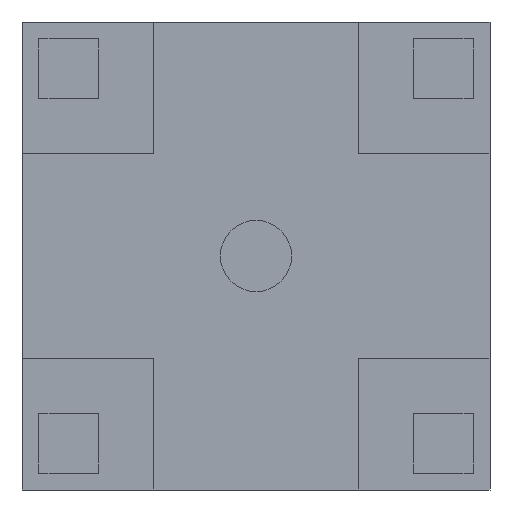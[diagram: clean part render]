
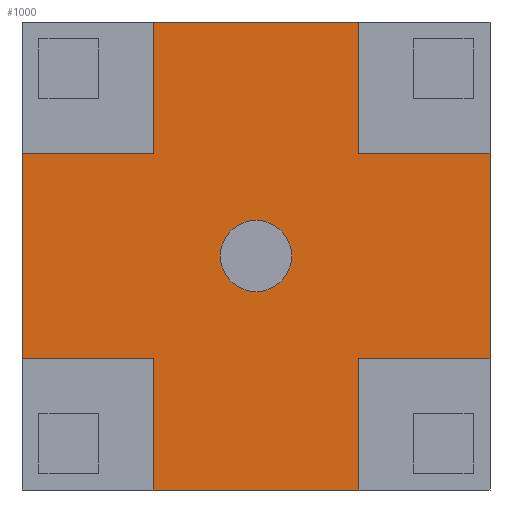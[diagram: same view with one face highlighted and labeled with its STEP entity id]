
A CAD part, left-side view. The second image highlights one B-rep face of the part: STEP entity #1000.
In plain terms, the highlighted planar face has unit normal (-1, 0, 0).
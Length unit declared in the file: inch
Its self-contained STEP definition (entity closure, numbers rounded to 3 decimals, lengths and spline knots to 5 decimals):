
#1=DIRECTION('',(0.,0.,-1.));
#2=VECTOR('',#1,0.07);
#3=CARTESIAN_POINT('',(0.,-0.055,0.125));
#4=LINE('',#3,#2);
#5=DIRECTION('',(0.,-1.,0.));
#6=VECTOR('',#5,0.07);
#7=CARTESIAN_POINT('',(0.,-0.055,0.055));
#8=LINE('',#7,#6);
#9=DIRECTION('',(0.,0.,-1.));
#10=VECTOR('',#9,0.11);
#11=CARTESIAN_POINT('',(0.,-0.125,0.055));
#12=LINE('',#11,#10);
#13=DIRECTION('',(0.,1.,0.));
#14=VECTOR('',#13,0.07);
#15=CARTESIAN_POINT('',(0.,-0.125,-0.055));
#16=LINE('',#15,#14);
#17=DIRECTION('',(0.,0.,-1.));
#18=VECTOR('',#17,0.07);
#19=CARTESIAN_POINT('',(0.,-0.055,-0.055));
#20=LINE('',#19,#18);
#21=DIRECTION('',(0.,1.,0.));
#22=VECTOR('',#21,0.11);
#23=CARTESIAN_POINT('',(0.,-0.055,-0.125));
#24=LINE('',#23,#22);
#25=DIRECTION('',(0.,0.,1.));
#26=VECTOR('',#25,0.07);
#27=CARTESIAN_POINT('',(0.,0.055,-0.125));
#28=LINE('',#27,#26);
#29=DIRECTION('',(0.,1.,0.));
#30=VECTOR('',#29,0.07);
#31=CARTESIAN_POINT('',(0.,0.055,-0.055));
#32=LINE('',#31,#30);
#33=DIRECTION('',(0.,0.,1.));
#34=VECTOR('',#33,0.11);
#35=CARTESIAN_POINT('',(0.,0.125,-0.055));
#36=LINE('',#35,#34);
#37=DIRECTION('',(0.,-1.,0.));
#38=VECTOR('',#37,0.07);
#39=CARTESIAN_POINT('',(0.,0.125,0.055));
#40=LINE('',#39,#38);
#41=DIRECTION('',(0.,0.,1.));
#42=VECTOR('',#41,0.07);
#43=CARTESIAN_POINT('',(0.,0.055,0.055));
#44=LINE('',#43,#42);
#45=DIRECTION('',(0.,-1.,0.));
#46=VECTOR('',#45,0.11);
#47=CARTESIAN_POINT('',(0.,0.055,0.125));
#48=LINE('',#47,#46);
#49=CARTESIAN_POINT('',(0.,0.,0.));
#50=DIRECTION('',(1.,0.,0.));
#51=DIRECTION('',(0.,-1.,0.));
#52=AXIS2_PLACEMENT_3D('',#49,#50,#51);
#54=CARTESIAN_POINT('',(0.,0.,0.));
#55=DIRECTION('',(1.,0.,0.));
#56=DIRECTION('',(0.,1.,0.));
#57=AXIS2_PLACEMENT_3D('',#54,#55,#56);
#751=CARTESIAN_POINT('',(0.,0.055,-0.125));
#752=VERTEX_POINT('',#751);
#753=CARTESIAN_POINT('',(0.,0.125,-0.055));
#754=VERTEX_POINT('',#753);
#779=CARTESIAN_POINT('',(0.,-0.125,-0.055));
#780=VERTEX_POINT('',#779);
#781=CARTESIAN_POINT('',(0.,-0.055,-0.125));
#782=VERTEX_POINT('',#781);
#807=CARTESIAN_POINT('',(0.,-0.055,0.125));
#808=VERTEX_POINT('',#807);
#809=CARTESIAN_POINT('',(0.,-0.125,0.055));
#810=VERTEX_POINT('',#809);
#835=CARTESIAN_POINT('',(0.,0.125,0.055));
#836=VERTEX_POINT('',#835);
#837=CARTESIAN_POINT('',(0.,0.055,0.125));
#838=VERTEX_POINT('',#837);
#935=CARTESIAN_POINT('',(0.,0.055,-0.055));
#936=VERTEX_POINT('',#935);
#937=CARTESIAN_POINT('',(0.,-0.055,-0.055));
#938=VERTEX_POINT('',#937);
#939=CARTESIAN_POINT('',(0.,-0.055,0.055));
#940=VERTEX_POINT('',#939);
#941=CARTESIAN_POINT('',(0.,0.055,0.055));
#942=VERTEX_POINT('',#941);
#955=CARTESIAN_POINT('',(0.,-0.019,0.));
#956=CARTESIAN_POINT('',(0.,0.019,0.));
#957=VERTEX_POINT('',#955);
#958=VERTEX_POINT('',#956);
#963=CARTESIAN_POINT('',(0.,0.,0.));
#964=DIRECTION('',(1.,0.,0.));
#965=DIRECTION('',(0.,0.,-1.));
#966=AXIS2_PLACEMENT_3D('',#963,#964,#965);
#967=PLANE('',#966);
#969=ORIENTED_EDGE('',*,*,#968,.T.);
#971=ORIENTED_EDGE('',*,*,#970,.T.);
#973=ORIENTED_EDGE('',*,*,#972,.T.);
#975=ORIENTED_EDGE('',*,*,#974,.T.);
#977=ORIENTED_EDGE('',*,*,#976,.T.);
#979=ORIENTED_EDGE('',*,*,#978,.T.);
#981=ORIENTED_EDGE('',*,*,#980,.T.);
#983=ORIENTED_EDGE('',*,*,#982,.T.);
#985=ORIENTED_EDGE('',*,*,#984,.T.);
#987=ORIENTED_EDGE('',*,*,#986,.T.);
#989=ORIENTED_EDGE('',*,*,#988,.T.);
#991=ORIENTED_EDGE('',*,*,#990,.T.);
#992=EDGE_LOOP('',(#969,#971,#973,#975,#977,#979,#981,#983,#985,#987,#989,
#991));
#993=FACE_OUTER_BOUND('',#992,.F.);
#995=ORIENTED_EDGE('',*,*,#994,.F.);
#997=ORIENTED_EDGE('',*,*,#996,.F.);
#998=EDGE_LOOP('',(#995,#997));
#999=FACE_BOUND('',#998,.F.);
#1000=ADVANCED_FACE('',(#993,#999),#967,.F.);
#53=CIRCLE('',#52,0.019);
#58=CIRCLE('',#57,0.019);
#968=EDGE_CURVE('',#808,#940,#4,.T.);
#970=EDGE_CURVE('',#940,#810,#8,.T.);
#972=EDGE_CURVE('',#810,#780,#12,.T.);
#974=EDGE_CURVE('',#780,#938,#16,.T.);
#976=EDGE_CURVE('',#938,#782,#20,.T.);
#978=EDGE_CURVE('',#782,#752,#24,.T.);
#980=EDGE_CURVE('',#752,#936,#28,.T.);
#982=EDGE_CURVE('',#936,#754,#32,.T.);
#984=EDGE_CURVE('',#754,#836,#36,.T.);
#986=EDGE_CURVE('',#836,#942,#40,.T.);
#988=EDGE_CURVE('',#942,#838,#44,.T.);
#990=EDGE_CURVE('',#838,#808,#48,.T.);
#994=EDGE_CURVE('',#957,#958,#53,.T.);
#996=EDGE_CURVE('',#958,#957,#58,.T.);
